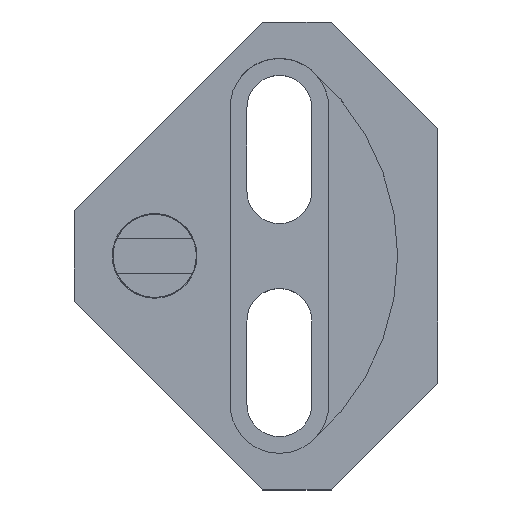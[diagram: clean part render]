
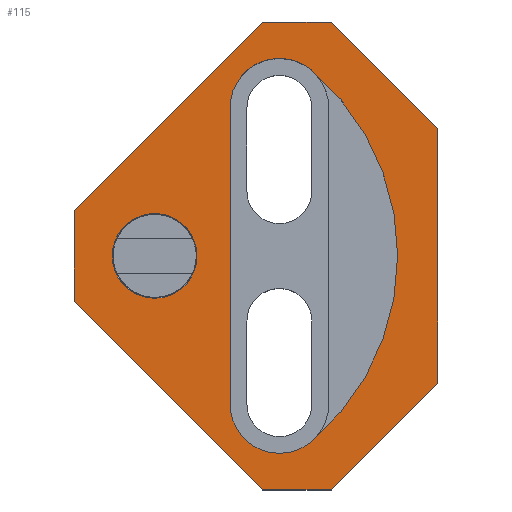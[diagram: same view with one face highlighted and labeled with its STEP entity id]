
A CAD part, top view. The second image highlights one B-rep face of the part: STEP entity #115.
In plain terms, the highlighted planar face has unit normal (0, 0, 1).
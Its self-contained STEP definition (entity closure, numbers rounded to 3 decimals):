
#115=ADVANCED_FACE('',(#268,#269,#270),#271,.T.);
#268=FACE_OUTER_BOUND('',#463,.T.);
#269=FACE_BOUND('',#464,.T.);
#270=FACE_BOUND('',#465,.T.);
#271=PLANE('',#466);
#463=EDGE_LOOP('',(#752,#753,#754,#755,#756,#757,#758,#759));
#464=EDGE_LOOP('',(#760,#761));
#465=EDGE_LOOP('',(#762,#763,#764,#765));
#466=AXIS2_PLACEMENT_3D('',#766,#767,#768);
#752=ORIENTED_EDGE('',*,*,#1237,.F.);
#753=ORIENTED_EDGE('',*,*,#1233,.F.);
#754=ORIENTED_EDGE('',*,*,#1229,.F.);
#755=ORIENTED_EDGE('',*,*,#1225,.F.);
#756=ORIENTED_EDGE('',*,*,#1220,.F.);
#757=ORIENTED_EDGE('',*,*,#1249,.F.);
#758=ORIENTED_EDGE('',*,*,#1245,.F.);
#759=ORIENTED_EDGE('',*,*,#1241,.F.);
#760=ORIENTED_EDGE('',*,*,#1213,.T.);
#761=ORIENTED_EDGE('',*,*,#1261,.T.);
#762=ORIENTED_EDGE('',*,*,#1254,.T.);
#763=ORIENTED_EDGE('',*,*,#1262,.T.);
#764=ORIENTED_EDGE('',*,*,#1263,.T.);
#765=ORIENTED_EDGE('',*,*,#1264,.T.);
#766=CARTESIAN_POINT('',(23.205,0.,29.7));
#767=DIRECTION('',(0.0,0.0,1.0));
#768=DIRECTION('',(1.0,0.0,0.0));
#1213=EDGE_CURVE('',#1467,#1470,#1472,.T.);
#1220=EDGE_CURVE('',#1482,#1483,#1484,.T.);
#1225=EDGE_CURVE('',#1483,#1491,#1492,.T.);
#1229=EDGE_CURVE('',#1491,#1497,#1498,.T.);
#1233=EDGE_CURVE('',#1497,#1503,#1504,.T.);
#1237=EDGE_CURVE('',#1503,#1509,#1510,.T.);
#1241=EDGE_CURVE('',#1509,#1515,#1516,.T.);
#1245=EDGE_CURVE('',#1515,#1521,#1522,.T.);
#1249=EDGE_CURVE('',#1521,#1482,#1527,.T.);
#1254=EDGE_CURVE('',#1535,#1533,#1536,.T.);
#1261=EDGE_CURVE('',#1470,#1467,#1545,.T.);
#1262=EDGE_CURVE('',#1533,#1546,#1547,.T.);
#1263=EDGE_CURVE('',#1546,#1548,#1549,.T.);
#1264=EDGE_CURVE('',#1548,#1535,#1550,.T.);
#1467=VERTEX_POINT('',#1815);
#1470=VERTEX_POINT('',#1819);
#1472=CIRCLE('',#1822,8.147);
#1482=VERTEX_POINT('',#1834);
#1483=VERTEX_POINT('',#1835);
#1484=LINE('',#1836,#1837);
#1491=VERTEX_POINT('',#1847);
#1492=LINE('',#1848,#1849);
#1497=VERTEX_POINT('',#1856);
#1498=LINE('',#1857,#1858);
#1503=VERTEX_POINT('',#1865);
#1504=LINE('',#1866,#1867);
#1509=VERTEX_POINT('',#1874);
#1510=LINE('',#1875,#1876);
#1515=VERTEX_POINT('',#1883);
#1516=LINE('',#1884,#1885);
#1521=VERTEX_POINT('',#1892);
#1522=LINE('',#1893,#1894);
#1527=LINE('',#1901,#1902);
#1533=VERTEX_POINT('',#1909);
#1535=VERTEX_POINT('',#1912);
#1536=CIRCLE('',#1913,46.759);
#1545=CIRCLE('',#1924,8.147);
#1546=VERTEX_POINT('',#1925);
#1547=CIRCLE('',#1926,9.5);
#1548=VERTEX_POINT('',#1927);
#1549=LINE('',#1928,#1929);
#1550=CIRCLE('',#1930,9.5);
#1815=CARTESIAN_POINT('',(8.147,0.,29.7));
#1819=CARTESIAN_POINT('',(-8.147,0.,29.7));
#1822=AXIS2_PLACEMENT_3D('',#2236,#2237,#2238);
#1834=CARTESIAN_POINT('',(-15.5,-8.75,29.7));
#1835=CARTESIAN_POINT('',(-15.5,8.75,29.7));
#1836=CARTESIAN_POINT('',(-15.5,-4.375,29.7));
#1837=VECTOR('',#2247,10.0);
#1847=CARTESIAN_POINT('',(20.75,45.,29.7));
#1848=CARTESIAN_POINT('',(-8.938,15.312,29.7));
#1849=VECTOR('',#2251,10.0);
#1856=CARTESIAN_POINT('',(33.988,45.,29.7));
#1857=CARTESIAN_POINT('',(20.125,45.,29.7));
#1858=VECTOR('',#2254,10.0);
#1865=CARTESIAN_POINT('',(54.5,24.488,29.7));
#1866=CARTESIAN_POINT('',(41.616,37.372,29.7));
#1867=VECTOR('',#2257,10.0);
#1874=CARTESIAN_POINT('',(54.5,-24.488,29.7));
#1875=CARTESIAN_POINT('',(54.5,12.244,29.7));
#1876=VECTOR('',#2260,10.0);
#1883=CARTESIAN_POINT('',(33.988,-45.,29.7));
#1884=CARTESIAN_POINT('',(51.872,-27.116,29.7));
#1885=VECTOR('',#2263,10.0);
#1892=CARTESIAN_POINT('',(20.75,-45.,29.7));
#1893=CARTESIAN_POINT('',(26.744,-45.,29.7));
#1894=VECTOR('',#2266,10.0);
#1901=CARTESIAN_POINT('',(9.188,-33.438,29.7));
#1902=VECTOR('',#2269,10.0);
#1909=CARTESIAN_POINT('',(30.119,-35.767,29.7));
#1912=CARTESIAN_POINT('',(30.119,35.767,29.7));
#1913=AXIS2_PLACEMENT_3D('',#2275,#2276,#2277);
#1924=AXIS2_PLACEMENT_3D('',#2286,#2287,#2288);
#1925=CARTESIAN_POINT('',(14.5,-28.5,29.7));
#1926=AXIS2_PLACEMENT_3D('',#2289,#2290,#2291);
#1927=CARTESIAN_POINT('',(14.5,28.5,29.7));
#1928=CARTESIAN_POINT('',(14.5,14.25,29.7));
#1929=VECTOR('',#2292,10.0);
#1930=AXIS2_PLACEMENT_3D('',#2293,#2294,#2295);
#2236=CARTESIAN_POINT('',(0.,0.,29.7));
#2237=DIRECTION('',(0.0,0.0,-1.0));
#2238=DIRECTION('',(1.0,0.,0.0));
#2247=DIRECTION('',(0.0,1.0,0.0));
#2251=DIRECTION('',(0.707,0.707,0.0));
#2254=DIRECTION('',(1.0,0.0,0.0));
#2257=DIRECTION('',(0.707,-0.707,0.0));
#2260=DIRECTION('',(0.0,-1.0,0.0));
#2263=DIRECTION('',(-0.707,-0.707,0.0));
#2266=DIRECTION('',(-1.0,0.0,0.0));
#2269=DIRECTION('',(-0.707,0.707,0.0));
#2275=CARTESIAN_POINT('',(0.,0.,29.7));
#2276=DIRECTION('',(0.0,-0.0,-1.0));
#2277=DIRECTION('',(0.644,-0.765,0.0));
#2286=CARTESIAN_POINT('',(0.,0.,29.7));
#2287=DIRECTION('',(0.0,0.0,-1.0));
#2288=DIRECTION('',(1.0,0.,0.0));
#2289=CARTESIAN_POINT('',(24.0,-28.5,29.7));
#2290=DIRECTION('',(0.0,0.0,-1.0));
#2291=DIRECTION('',(1.0,0.0,0.0));
#2292=DIRECTION('',(0.,1.0,0.0));
#2293=CARTESIAN_POINT('',(24.0,28.5,29.7));
#2294=DIRECTION('',(-0.0,0.0,-1.0));
#2295=DIRECTION('',(-1.0,0.0,0.0));
